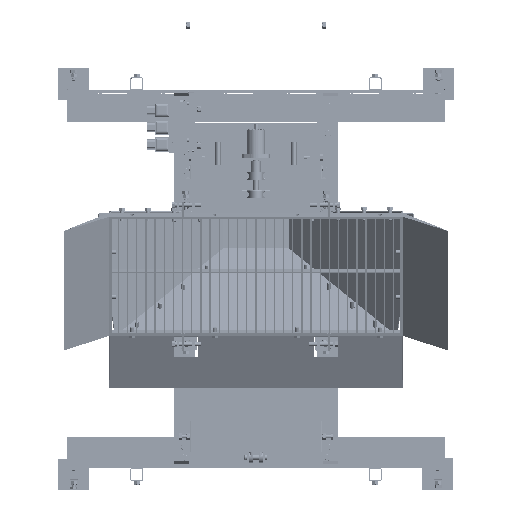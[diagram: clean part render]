
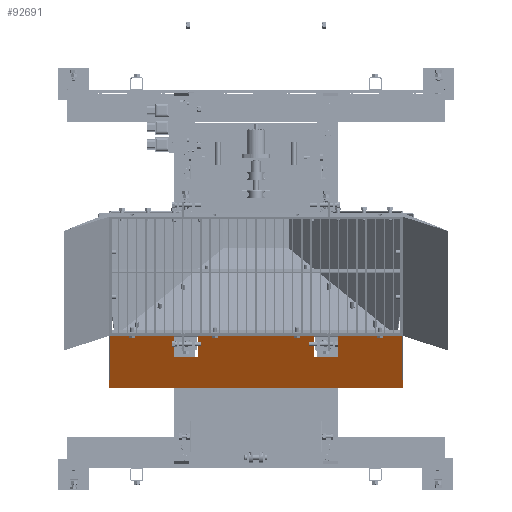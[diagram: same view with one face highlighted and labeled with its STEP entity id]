
A CAD part, top view. The second image highlights one B-rep face of the part: STEP entity #92691.
In plain terms, the highlighted planar face has unit normal (0, -0.481, 0.876).
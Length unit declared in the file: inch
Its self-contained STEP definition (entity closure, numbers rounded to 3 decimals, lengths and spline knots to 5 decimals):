
#35248=VERTEX_POINT('',#150265);
#35249=VERTEX_POINT('',#150266);
#35264=VERTEX_POINT('',#150297);
#35271=VERTEX_POINT('',#150316);
#35273=VERTEX_POINT('',#150320);
#35274=VERTEX_POINT('',#150321);
#35283=VERTEX_POINT('',#150349);
#35287=VERTEX_POINT('',#150358);
#35288=VERTEX_POINT('',#150362);
#35293=VERTEX_POINT('',#150376);
#35294=VERTEX_POINT('',#150378);
#35295=VERTEX_POINT('',#150383);
#42209=VECTOR('',#115737,1.);
#42223=VECTOR('',#115755,1.);
#42228=VECTOR('',#115774,1.);
#42230=VECTOR('',#115781,1.);
#42245=VECTOR('',#115804,1.);
#42246=VECTOR('',#115806,1.);
#42251=VECTOR('',#115812,1.);
#42253=VECTOR('',#115817,1.);
#42255=VECTOR('',#115820,1.);
#42256=VECTOR('',#115821,1.);
#49163=LINE('',#150264,#42209);
#49177=LINE('',#150298,#42223);
#49182=LINE('',#150317,#42228);
#49184=LINE('',#150327,#42230);
#49199=LINE('',#150359,#42245);
#49200=LINE('',#150361,#42246);
#49205=LINE('',#150372,#42251);
#49207=LINE('',#150377,#42253);
#49209=LINE('',#150381,#42255);
#49210=LINE('',#150382,#42256);
#59147=EDGE_CURVE('',#35248,#35249,#49163,.T.);
#59164=EDGE_CURVE('',#35249,#35264,#49177,.T.);
#59175=EDGE_CURVE('',#35271,#35264,#49182,.T.);
#59177=EDGE_CURVE('',#35273,#35274,#49182,.T.);
#59181=EDGE_CURVE('',#35273,#35248,#49184,.T.);
#59200=EDGE_CURVE('',#35283,#35287,#49199,.T.);
#59201=EDGE_CURVE('',#35287,#35288,#49200,.T.);
#59210=EDGE_CURVE('',#35288,#35274,#49205,.T.);
#59213=EDGE_CURVE('',#35293,#35294,#49207,.T.);
#59215=EDGE_CURVE('',#35294,#35271,#49209,.T.);
#59216=EDGE_CURVE('',#35295,#35293,#49210,.T.);
#59217=EDGE_CURVE('',#35283,#35295,#49182,.T.);
#79172=ORIENTED_EDGE('',*,*,#59164,.T.);
#79173=ORIENTED_EDGE('',*,*,#59175,.F.);
#79174=ORIENTED_EDGE('',*,*,#59215,.F.);
#79175=ORIENTED_EDGE('',*,*,#59213,.F.);
#79176=ORIENTED_EDGE('',*,*,#59216,.F.);
#79177=ORIENTED_EDGE('',*,*,#59217,.F.);
#79178=ORIENTED_EDGE('',*,*,#59200,.T.);
#79179=ORIENTED_EDGE('',*,*,#59201,.T.);
#79180=ORIENTED_EDGE('',*,*,#59210,.T.);
#79181=ORIENTED_EDGE('',*,*,#59177,.F.);
#79182=ORIENTED_EDGE('',*,*,#59181,.T.);
#79183=ORIENTED_EDGE('',*,*,#59147,.T.);
#84103=EDGE_LOOP('',(#79172,#79173,#79174,#79175,#79176,#79177,#79178,#79179,
#79180,#79181,#79182,#79183));
#88765=FACE_BOUND('',#84103,.T.);
#92691=ADVANCED_FACE('',(#88765),#153295,.T.);
#98898=AXIS2_PLACEMENT_3D('',#150380,#115819,$);
#115737=DIRECTION('',(-1.,0.,0.));
#115755=DIRECTION('',(0.,0.876,0.481));
#115774=DIRECTION('',(1.,0.,0.));
#115781=DIRECTION('',(0.,-0.876,-0.481));
#115804=DIRECTION('',(0.,-0.876,-0.481));
#115806=DIRECTION('',(-1.,0.,0.));
#115812=DIRECTION('',(0.,0.876,0.481));
#115817=DIRECTION('',(-1.,0.,0.));
#115819=DIRECTION('',(0.,-0.481,0.876));
#115820=DIRECTION('',(0.,0.876,0.481));
#115821=DIRECTION('',(0.,-0.876,-0.481));
#150264=CARTESIAN_POINT('',(-17.00212,-61.28178,163.78114));
#150265=CARTESIAN_POINT('',(-28.28925,-61.28178,163.78114));
#150266=CARTESIAN_POINT('',(-39.71925,-61.28178,163.78114));
#150297=CARTESIAN_POINT('',(-39.71925,-49.85513,170.0577));
#150298=CARTESIAN_POINT('',(-39.71925,-59.32106,164.85815));
#150316=CARTESIAN_POINT('',(-71.12,-49.85513,170.0577));
#150317=CARTESIAN_POINT('',(0.,-49.85513,170.0577));
#150320=CARTESIAN_POINT('',(-28.28925,-49.85513,170.0577));
#150321=CARTESIAN_POINT('',(28.28925,-49.85513,170.0577));
#150327=CARTESIAN_POINT('',(-28.28925,-59.32106,164.85815));
#150349=CARTESIAN_POINT('',(39.71925,-49.85513,170.0577));
#150358=CARTESIAN_POINT('',(39.71925,-61.28178,163.78114));
#150359=CARTESIAN_POINT('',(39.71925,-59.32106,164.85815));
#150361=CARTESIAN_POINT('',(17.00213,-61.28178,163.78114));
#150362=CARTESIAN_POINT('',(28.28925,-61.28178,163.78114));
#150372=CARTESIAN_POINT('',(28.28925,-59.32106,164.85815));
#150376=CARTESIAN_POINT('',(71.12,-76.45343,155.44749));
#150377=CARTESIAN_POINT('',(71.12,-76.45343,155.44749));
#150378=CARTESIAN_POINT('',(-71.12,-76.45343,155.44749));
#150380=CARTESIAN_POINT('',(0.,-63.07366,162.79688));
#150381=CARTESIAN_POINT('',(-71.12,-76.45343,155.44749));
#150382=CARTESIAN_POINT('',(71.12,-49.69388,170.14627));
#150383=CARTESIAN_POINT('',(71.12,-49.85513,170.0577));
#153295=PLANE('',#98898);
